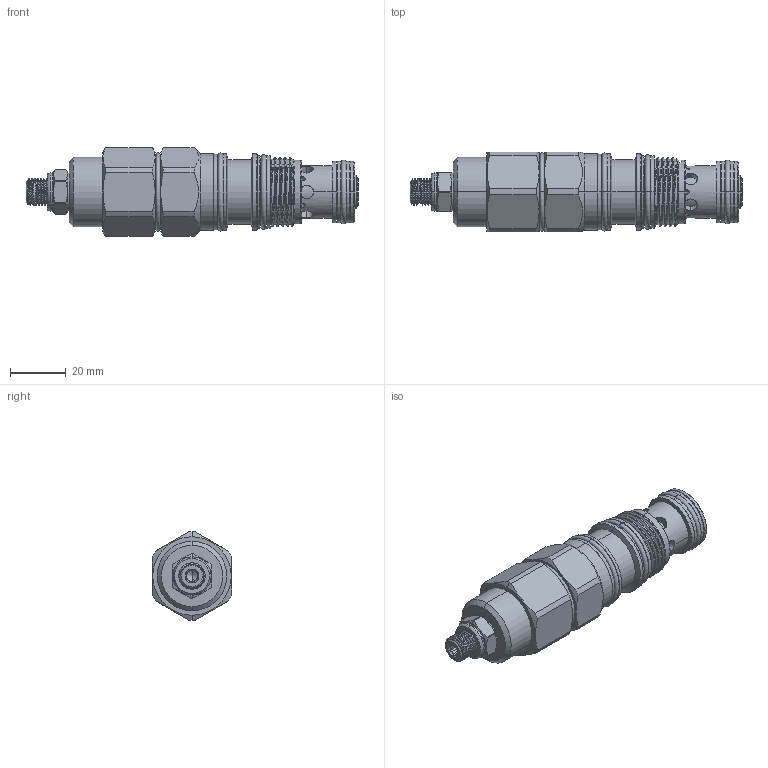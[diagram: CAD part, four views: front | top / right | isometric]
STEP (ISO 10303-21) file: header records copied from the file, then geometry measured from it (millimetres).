
FILE_DESCRIPTION (( 'STEP AP214' ), '1' );
FILE_NAME ('CA2A3A(3C).STEP', '2016-04-12T08:16:08', ( '' ), ( '' ), 'SwSTEP 2.0', 'SolidWorks 2012', '' );
FILE_SCHEMA (( 'AUTOMOTIVE_DESIGN' ));
Length unit declared in the file: millimetre
Products named in the file (1): CA2A3A(3C)
Bounding box: 119.33 x 28.57 x 31.8 mm (x, y, z)
Volume: 55451.8 mm3; surface area: 14824.7 mm2
Topology: 2 solids, 3 shells, 382 faces, 930 edges, 579 vertices
Faces by surface type: cylinder 176, plane 81, cone 65, torus 51, bspline 8, sphere 1
Entity records: 15947 total; most frequent: CARTESIAN_POINT 7260, ORIENTED_EDGE 1852, DIRECTION 1814, EDGE_CURVE 926, AXIS2_PLACEMENT_3D 775, VERTEX_POINT 578, EDGE_LOOP 412, CIRCLE 400
